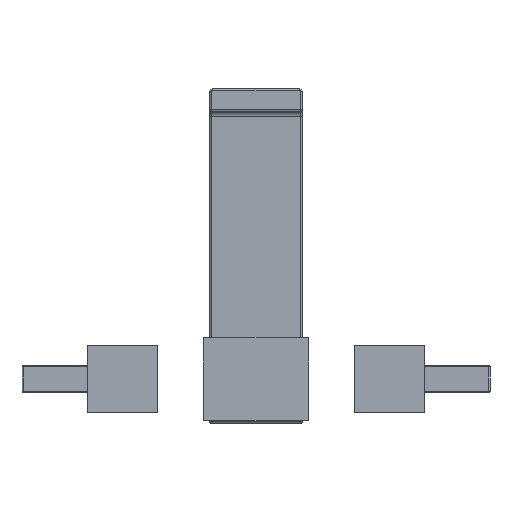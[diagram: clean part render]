
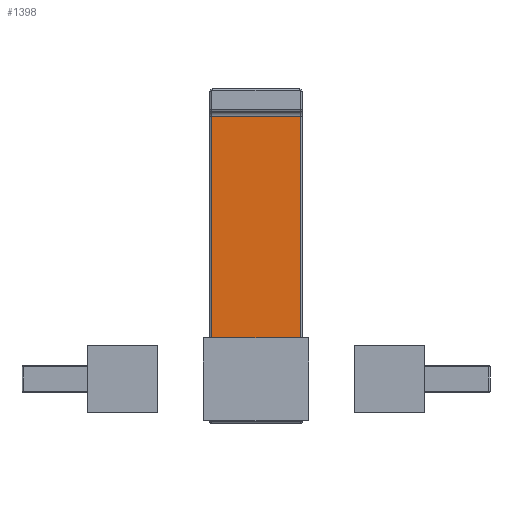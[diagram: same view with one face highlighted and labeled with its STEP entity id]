
A CAD part, front view. The second image highlights one B-rep face of the part: STEP entity #1398.
In plain terms, the highlighted planar face has unit normal (0, -1, 0).
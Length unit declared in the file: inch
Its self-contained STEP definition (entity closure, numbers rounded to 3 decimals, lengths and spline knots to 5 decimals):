
#388=DIRECTION('',(0.,0.,-1.));
#389=VECTOR('',#388,7.041);
#390=CARTESIAN_POINT('',(1.34,3.09,7.851));
#391=LINE('',#390,#389);
#392=DIRECTION('',(1.,0.,0.));
#393=VECTOR('',#392,2.68);
#394=CARTESIAN_POINT('',(-1.34,3.09,0.81));
#395=LINE('',#394,#393);
#396=DIRECTION('',(0.,0.,1.));
#397=VECTOR('',#396,7.041);
#398=CARTESIAN_POINT('',(-1.34,3.09,0.81));
#399=LINE('',#398,#397);
#400=DIRECTION('',(1.,0.,0.));
#401=VECTOR('',#400,2.68);
#402=CARTESIAN_POINT('',(-1.34,3.09,7.851));
#403=LINE('',#402,#401);
#780=CARTESIAN_POINT('',(1.34,3.09,0.81));
#782=VERTEX_POINT('',#780);
#786=CARTESIAN_POINT('',(1.34,3.09,7.851));
#787=VERTEX_POINT('',#786);
#825=CARTESIAN_POINT('',(-1.34,3.09,0.81));
#827=VERTEX_POINT('',#825);
#830=CARTESIAN_POINT('',(-1.34,3.09,7.851));
#831=VERTEX_POINT('',#830);
#1386=CARTESIAN_POINT('',(-1.38,3.09,8.011));
#1387=DIRECTION('',(0.,-1.,0.));
#1388=DIRECTION('',(0.,0.,-1.));
#1389=AXIS2_PLACEMENT_3D('',#1386,#1387,#1388);
#1390=PLANE('',#1389);
#1391=ORIENTED_EDGE('',*,*,#1379,.T.);
#1392=ORIENTED_EDGE('',*,*,#1354,.F.);
#1393=ORIENTED_EDGE('',*,*,#1222,.T.);
#1395=ORIENTED_EDGE('',*,*,#1394,.T.);
#1396=EDGE_LOOP('',(#1391,#1392,#1393,#1395));
#1397=FACE_OUTER_BOUND('',#1396,.F.);
#1398=ADVANCED_FACE('',(#1397),#1390,.T.);
#1222=EDGE_CURVE('',#827,#831,#399,.T.);
#1354=EDGE_CURVE('',#827,#782,#395,.T.);
#1379=EDGE_CURVE('',#787,#782,#391,.T.);
#1394=EDGE_CURVE('',#831,#787,#403,.T.);
